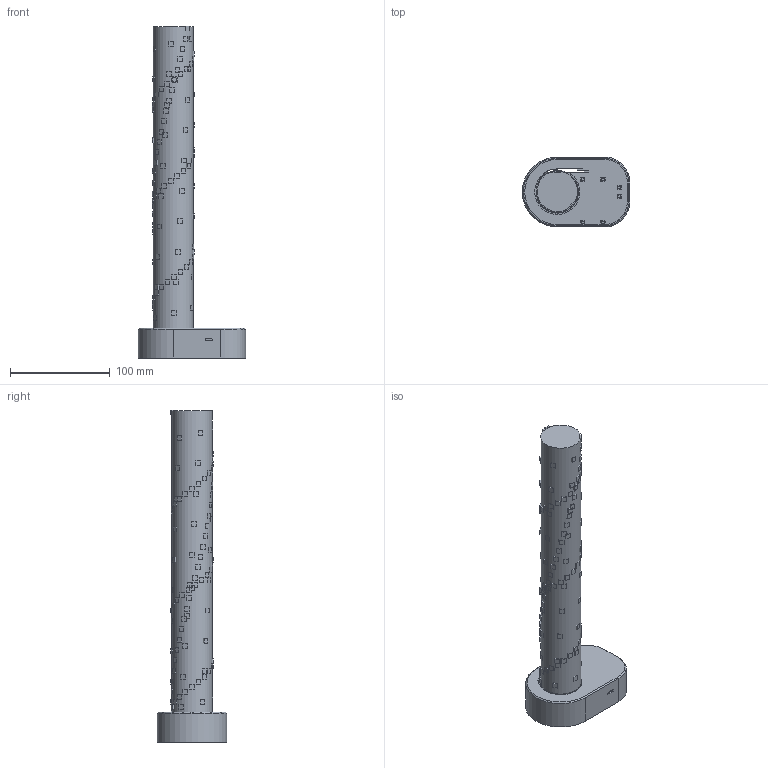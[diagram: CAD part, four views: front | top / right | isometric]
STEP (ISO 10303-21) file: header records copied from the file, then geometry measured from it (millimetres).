
FILE_DESCRIPTION(/* description */ (''),/* implementation_level */ '2;1');
FILE_NAME(/* name */ 'Tube_Holder_Final.stp',/* time_stamp */ '2021-05-31T15:40:43+02:00',/* author */ (''),/* organization */ (''),/* preprocessor_version */ 'ST-DEVELOPER v16.7',/* originating_system */ 'SIEMENS PLM Software NX 12.0',/* authorisation */ '');
FILE_SCHEMA (('AUTOMOTIVE_DESIGN { 1 0 10303 214 3 1 1 1 }'));
Length unit declared in the file: millimetre
Products named in the file (2): NodeMCU_v3; Tube_Holder_Final
Assembly tree (1 placements, depth 2):
  Tube_Holder_Final
    NodeMCU_v3
Bounding box: 107.51 x 70 x 332.5 mm (x, y, z)
Volume: 417080.7 mm3; surface area: 95402.9 mm2
Topology: 159 solids, 159 shells, 1086 faces, 2259 edges, 1501 vertices
Faces by surface type: plane 1032, cylinder 44, cone 9, bspline 1
Full cylindrical faces by diameter (mm): 3 x6, 3.3 x4, 32 x1, 40.4 x2, 42.8 x1
Entity records: 35060 total; most frequent: CARTESIAN_POINT 10875, DIRECTION 4513, ORIENTED_EDGE 4480, EDGE_CURVE 2240, LINE 2121, VECTOR 2121, VERTEX_POINT 1497, AXIS2_PLACEMENT_3D 1196
